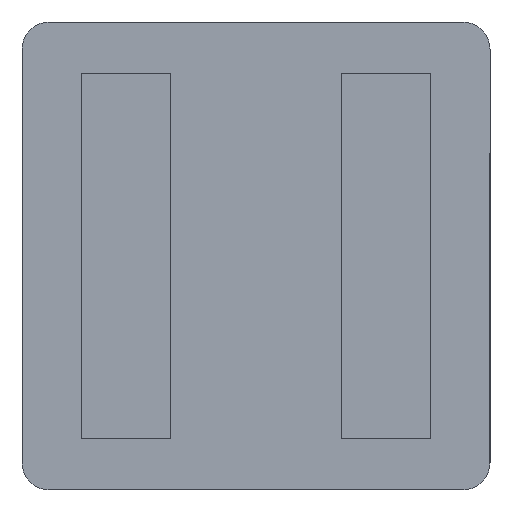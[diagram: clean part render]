
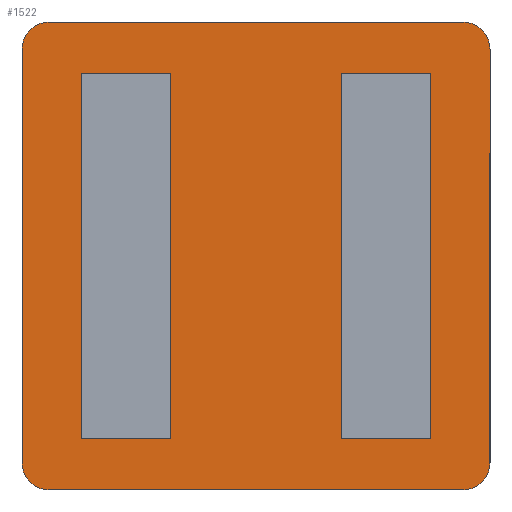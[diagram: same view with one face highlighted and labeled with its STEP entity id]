
A CAD part, front view. The second image highlights one B-rep face of the part: STEP entity #1522.
In plain terms, the highlighted planar face has unit normal (0, -1, 0).
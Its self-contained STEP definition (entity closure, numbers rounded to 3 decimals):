
#11 = LINE ( 'NONE', #1025, #1675 ) ;
#19 = LINE ( 'NONE', #1623, #586 ) ;
#32 = VERTEX_POINT ( 'NONE', #2488 ) ;
#94 = AXIS2_PLACEMENT_3D ( 'NONE', #1662, #417, #1863 ) ;
#96 = EDGE_CURVE ( 'NONE', #1013, #781, #1374, .T. ) ;
#109 = CARTESIAN_POINT ( 'NONE',  ( 1.605, 0., 1.68 ) ) ;
#126 = ORIENTED_EDGE ( 'NONE', *, *, #515, .F. ) ;
#156 = CARTESIAN_POINT ( 'NONE',  ( -2.15, 0., -1.9 ) ) ;
#163 = VECTOR ( 'NONE', #2643, 1000. ) ;
#185 = CARTESIAN_POINT ( 'NONE',  ( 2.15, 0., 1.9 ) ) ;
#257 = CARTESIAN_POINT ( 'NONE',  ( 2.15, 0., -1.9 ) ) ;
#302 = DIRECTION ( 'NONE',  ( 0., 0., -1. ) ) ;
#303 = DIRECTION ( 'NONE',  ( 0., 0., -1. ) ) ;
#316 = DIRECTION ( 'NONE',  ( -1., 0., 0. ) ) ;
#320 = CARTESIAN_POINT ( 'NONE',  ( 2.15, 0., -1.68 ) ) ;
#356 = VERTEX_POINT ( 'NONE', #1301 ) ;
#374 = CARTESIAN_POINT ( 'NONE',  ( -1.9, 0., 1.9 ) ) ;
#382 = ORIENTED_EDGE ( 'NONE', *, *, #2100, .F. ) ;
#412 = LINE ( 'NONE', #1555, #1505 ) ;
#417 = DIRECTION ( 'NONE',  ( 0., 1., 0. ) ) ;
#453 = CARTESIAN_POINT ( 'NONE',  ( 2.15, 0., -2.15 ) ) ;
#485 = VERTEX_POINT ( 'NONE', #533 ) ;
#514 = PLANE ( 'NONE',  #983 ) ;
#515 = EDGE_CURVE ( 'NONE', #636, #2401, #2394, .T. ) ;
#523 = ORIENTED_EDGE ( 'NONE', *, *, #1650, .F. ) ;
#533 = CARTESIAN_POINT ( 'NONE',  ( -2.15, 0., 1.9 ) ) ;
#586 = VECTOR ( 'NONE', #1827, 1000. ) ;
#589 = DIRECTION ( 'NONE',  ( 0., 0., -1. ) ) ;
#601 = CIRCLE ( 'NONE', #1180, 0.25 ) ;
#636 = VERTEX_POINT ( 'NONE', #757 ) ;
#671 = EDGE_CURVE ( 'NONE', #2459, #2586, #1267, .T. ) ;
#681 = VERTEX_POINT ( 'NONE', #156 ) ;
#683 = ORIENTED_EDGE ( 'NONE', *, *, #1775, .F. ) ;
#708 = EDGE_CURVE ( 'NONE', #1487, #681, #601, .T. ) ;
#712 = CARTESIAN_POINT ( 'NONE',  ( -1.9, 0., -2.15 ) ) ;
#752 = CARTESIAN_POINT ( 'NONE',  ( 2.15, 0., -1.68 ) ) ;
#757 = CARTESIAN_POINT ( 'NONE',  ( -1.605, 0., 1.68 ) ) ;
#780 = CARTESIAN_POINT ( 'NONE',  ( 1.605, 0., -1.68 ) ) ;
#781 = VERTEX_POINT ( 'NONE', #185 ) ;
#802 = AXIS2_PLACEMENT_3D ( 'NONE', #374, #1820, #589 ) ;
#803 = FACE_BOUND ( 'NONE', #2529, .T. ) ;
#824 = VECTOR ( 'NONE', #1277, 1000. ) ;
#922 = LINE ( 'NONE', #1774, #994 ) ;
#946 = DIRECTION ( 'NONE',  ( -1., 0., 0. ) ) ;
#954 = DIRECTION ( 'NONE',  ( 0., 1., 0. ) ) ;
#970 = ORIENTED_EDGE ( 'NONE', *, *, #2209, .F. ) ;
#983 = AXIS2_PLACEMENT_3D ( 'NONE', #2192, #954, #2395 ) ;
#994 = VECTOR ( 'NONE', #316, 1000. ) ;
#1004 = CARTESIAN_POINT ( 'NONE',  ( -1.9, 0., -1.9 ) ) ;
#1006 = EDGE_LOOP ( 'NONE', ( #1984, #1137, #1696, #2573, #970, #1671, #2066, #1488 ) ) ;
#1008 = DIRECTION ( 'NONE',  ( 0., 0., -1. ) ) ;
#1009 = CARTESIAN_POINT ( 'NONE',  ( 1.9, 0., -2.15 ) ) ;
#1013 = VERTEX_POINT ( 'NONE', #257 ) ;
#1025 = CARTESIAN_POINT ( 'NONE',  ( -2.15, 0., -2.15 ) ) ;
#1057 = LINE ( 'NONE', #1643, #2092 ) ;
#1116 = EDGE_CURVE ( 'NONE', #1013, #1668, #2652, .T. ) ;
#1125 = EDGE_CURVE ( 'NONE', #2401, #2459, #1543, .T. ) ;
#1137 = ORIENTED_EDGE ( 'NONE', *, *, #1693, .T. ) ;
#1159 = DIRECTION ( 'NONE',  ( 0., 1., 0. ) ) ;
#1170 = DIRECTION ( 'NONE',  ( 1., 0., 0. ) ) ;
#1180 = AXIS2_PLACEMENT_3D ( 'NONE', #1004, #2448, #1220 ) ;
#1200 = CARTESIAN_POINT ( 'NONE',  ( -0.785, 0., 2.15 ) ) ;
#1220 = DIRECTION ( 'NONE',  ( 0., 0., -1. ) ) ;
#1231 = EDGE_CURVE ( 'NONE', #2541, #356, #1961, .T. ) ;
#1265 = CARTESIAN_POINT ( 'NONE',  ( 1.9, 0., 2.15 ) ) ;
#1267 = LINE ( 'NONE', #1200, #163 ) ;
#1277 = DIRECTION ( 'NONE',  ( 0., 0., 1. ) ) ;
#1285 = FACE_BOUND ( 'NONE', #1697, .T. ) ;
#1301 = CARTESIAN_POINT ( 'NONE',  ( -1.9, 0., 2.15 ) ) ;
#1374 = LINE ( 'NONE', #453, #824 ) ;
#1378 = LINE ( 'NONE', #320, #2478 ) ;
#1427 = VECTOR ( 'NONE', #1824, 1000. ) ;
#1477 = CIRCLE ( 'NONE', #802, 0.25 ) ;
#1487 = VERTEX_POINT ( 'NONE', #712 ) ;
#1488 = ORIENTED_EDGE ( 'NONE', *, *, #2189, .T. ) ;
#1504 = AXIS2_PLACEMENT_3D ( 'NONE', #2389, #1159, #2602 ) ;
#1505 = VECTOR ( 'NONE', #302, 1000. ) ;
#1522 = ADVANCED_FACE ( 'NONE', ( #803, #1902, #1285 ), #514, .F. ) ;
#1543 = LINE ( 'NONE', #752, #2152 ) ;
#1555 = CARTESIAN_POINT ( 'NONE',  ( 0.785, 0., 2.15 ) ) ;
#1623 = CARTESIAN_POINT ( 'NONE',  ( 1.605, 0., 2.15 ) ) ;
#1638 = VERTEX_POINT ( 'NONE', #780 ) ;
#1643 = CARTESIAN_POINT ( 'NONE',  ( -2.15, 0., -2.15 ) ) ;
#1650 = EDGE_CURVE ( 'NONE', #1638, #2105, #19, .T. ) ;
#1662 = CARTESIAN_POINT ( 'NONE',  ( 1.9, 0., 1.9 ) ) ;
#1668 = VERTEX_POINT ( 'NONE', #1009 ) ;
#1671 = ORIENTED_EDGE ( 'NONE', *, *, #1231, .T. ) ;
#1675 = VECTOR ( 'NONE', #1008, 1000. ) ;
#1693 = EDGE_CURVE ( 'NONE', #1487, #1668, #1057, .T. ) ;
#1696 = ORIENTED_EDGE ( 'NONE', *, *, #1116, .F. ) ;
#1697 = EDGE_LOOP ( 'NONE', ( #523, #382, #1700, #1717 ) ) ;
#1700 = ORIENTED_EDGE ( 'NONE', *, *, #2552, .F. ) ;
#1717 = ORIENTED_EDGE ( 'NONE', *, *, #2601, .F. ) ;
#1754 = ORIENTED_EDGE ( 'NONE', *, *, #1125, .F. ) ;
#1774 = CARTESIAN_POINT ( 'NONE',  ( 2.15, 0., 1.68 ) ) ;
#1775 = EDGE_CURVE ( 'NONE', #2586, #636, #922, .T. ) ;
#1778 = DIRECTION ( 'NONE',  ( 1., 0., 0. ) ) ;
#1820 = DIRECTION ( 'NONE',  ( 0., 1., 0. ) ) ;
#1824 = DIRECTION ( 'NONE',  ( -1., 0., 0. ) ) ;
#1827 = DIRECTION ( 'NONE',  ( 0., 0., 1. ) ) ;
#1863 = DIRECTION ( 'NONE',  ( 0., 0., -1. ) ) ;
#1877 = CARTESIAN_POINT ( 'NONE',  ( -1.605, 0., -1.68 ) ) ;
#1883 = CARTESIAN_POINT ( 'NONE',  ( 0.785, 0., 1.68 ) ) ;
#1902 = FACE_OUTER_BOUND ( 'NONE', #1006, .T. ) ;
#1921 = VECTOR ( 'NONE', #946, 1000. ) ;
#1961 = LINE ( 'NONE', #2646, #1427 ) ;
#1966 = CARTESIAN_POINT ( 'NONE',  ( -0.785, 0., 1.68 ) ) ;
#1976 = CARTESIAN_POINT ( 'NONE',  ( 2.15, 0., 1.68 ) ) ;
#1984 = ORIENTED_EDGE ( 'NONE', *, *, #708, .F. ) ;
#2066 = ORIENTED_EDGE ( 'NONE', *, *, #2320, .F. ) ;
#2086 = CARTESIAN_POINT ( 'NONE',  ( -0.785, 0., -1.68 ) ) ;
#2092 = VECTOR ( 'NONE', #2670, 1000. ) ;
#2100 = EDGE_CURVE ( 'NONE', #32, #1638, #1378, .T. ) ;
#2105 = VERTEX_POINT ( 'NONE', #109 ) ;
#2142 = CIRCLE ( 'NONE', #94, 0.25 ) ;
#2152 = VECTOR ( 'NONE', #1170, 1000. ) ;
#2189 = EDGE_CURVE ( 'NONE', #485, #681, #11, .T. ) ;
#2192 = CARTESIAN_POINT ( 'NONE',  ( 2.15, 0., 2.15 ) ) ;
#2209 = EDGE_CURVE ( 'NONE', #2541, #781, #2142, .T. ) ;
#2320 = EDGE_CURVE ( 'NONE', #485, #356, #1477, .T. ) ;
#2389 = CARTESIAN_POINT ( 'NONE',  ( 1.9, 0., -1.9 ) ) ;
#2394 = LINE ( 'NONE', #2575, #2524 ) ;
#2395 = DIRECTION ( 'NONE',  ( 0., 0., 1. ) ) ;
#2401 = VERTEX_POINT ( 'NONE', #1877 ) ;
#2448 = DIRECTION ( 'NONE',  ( 0., 1., 0. ) ) ;
#2450 = VERTEX_POINT ( 'NONE', #1883 ) ;
#2459 = VERTEX_POINT ( 'NONE', #2086 ) ;
#2474 = LINE ( 'NONE', #1976, #1921 ) ;
#2478 = VECTOR ( 'NONE', #1778, 1000. ) ;
#2488 = CARTESIAN_POINT ( 'NONE',  ( 0.785, 0., -1.68 ) ) ;
#2524 = VECTOR ( 'NONE', #303, 1000. ) ;
#2529 = EDGE_LOOP ( 'NONE', ( #2561, #1754, #126, #683 ) ) ;
#2541 = VERTEX_POINT ( 'NONE', #1265 ) ;
#2552 = EDGE_CURVE ( 'NONE', #2450, #32, #412, .T. ) ;
#2561 = ORIENTED_EDGE ( 'NONE', *, *, #671, .F. ) ;
#2573 = ORIENTED_EDGE ( 'NONE', *, *, #96, .T. ) ;
#2575 = CARTESIAN_POINT ( 'NONE',  ( -1.605, 0., 2.15 ) ) ;
#2586 = VERTEX_POINT ( 'NONE', #1966 ) ;
#2601 = EDGE_CURVE ( 'NONE', #2105, #2450, #2474, .T. ) ;
#2602 = DIRECTION ( 'NONE',  ( 0., 0., -1. ) ) ;
#2643 = DIRECTION ( 'NONE',  ( 0., 0., 1. ) ) ;
#2646 = CARTESIAN_POINT ( 'NONE',  ( -2.15, 0., 2.15 ) ) ;
#2652 = CIRCLE ( 'NONE', #1504, 0.25 ) ;
#2670 = DIRECTION ( 'NONE',  ( 1., 0., 0. ) ) ;
